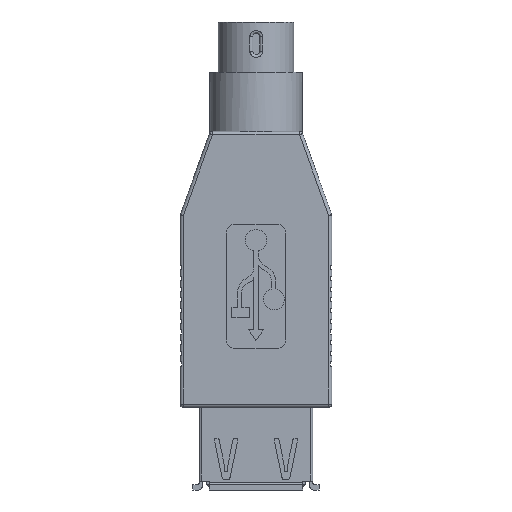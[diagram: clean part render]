
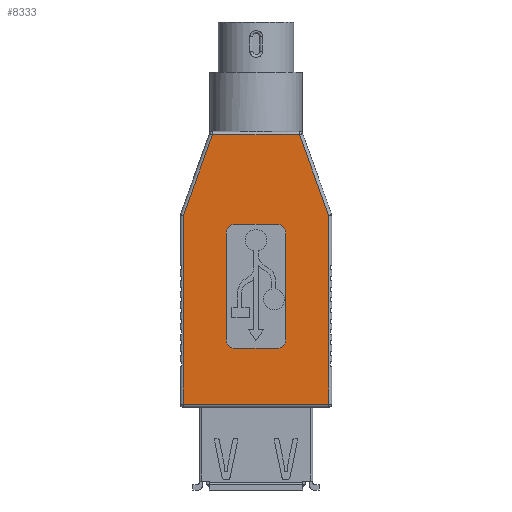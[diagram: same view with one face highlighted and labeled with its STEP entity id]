
A CAD part, front view. The second image highlights one B-rep face of the part: STEP entity #8333.
In plain terms, the highlighted planar face has unit normal (0, -1, 0).
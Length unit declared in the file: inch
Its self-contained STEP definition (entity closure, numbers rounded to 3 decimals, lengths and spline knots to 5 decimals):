
#7551 = VERTEX_POINT ( 'NONE', #23964 ) ;
#7556 = EDGE_CURVE ( 'NONE', #7557, #7551, #23962, .T. ) ;
#7557 = VERTEX_POINT ( 'NONE', #24029 ) ;
#7929 = ORIENTED_EDGE ( 'NONE', *, *, #7930, .F. ) ;
#7930 = EDGE_CURVE ( 'NONE', #7931, #7932, #24779, .T. ) ;
#7931 = VERTEX_POINT ( 'NONE', #24798 ) ;
#7932 = VERTEX_POINT ( 'NONE', #24797 ) ;
#7933 = ORIENTED_EDGE ( 'NONE', *, *, #7934, .F. ) ;
#7934 = EDGE_CURVE ( 'NONE', #7935, #7931, #24796, .T. ) ;
#7935 = VERTEX_POINT ( 'NONE', #24792 ) ;
#7936 = ORIENTED_EDGE ( 'NONE', *, *, #7937, .F. ) ;
#7937 = EDGE_CURVE ( 'NONE', #7938, #7935, #24863, .T. ) ;
#7938 = VERTEX_POINT ( 'NONE', #24859 ) ;
#7939 = ORIENTED_EDGE ( 'NONE', *, *, #7940, .F. ) ;
#7940 = EDGE_CURVE ( 'NONE', #7941, #7938, #24858, .T. ) ;
#7941 = VERTEX_POINT ( 'NONE', #24854 ) ;
#8086 = EDGE_LOOP ( 'NONE', ( #7929, #7933, #7936, #7939, #8183, #8255, #8107, #8203 ) ) ;
#8106 = VERTEX_POINT ( 'NONE', #25273 ) ;
#8107 = ORIENTED_EDGE ( 'NONE', *, *, #8108, .F. ) ;
#8108 = EDGE_CURVE ( 'NONE', #8202, #8106, #25289, .T. ) ;
#8127 = EDGE_CURVE ( 'NONE', #7551, #8128, #25165, .T. ) ;
#8128 = VERTEX_POINT ( 'NONE', #25161 ) ;
#8179 = ORIENTED_EDGE ( 'NONE', *, *, #8180, .T. ) ;
#8180 = EDGE_CURVE ( 'NONE', #8128, #8181, #25105, .T. ) ;
#8181 = VERTEX_POINT ( 'NONE', #25195 ) ;
#8182 = VERTEX_POINT ( 'NONE', #25194 ) ;
#8183 = ORIENTED_EDGE ( 'NONE', *, *, #8253, .F. ) ;
#8187 = ORIENTED_EDGE ( 'NONE', *, *, #8188, .T. ) ;
#8188 = EDGE_CURVE ( 'NONE', #8181, #8182, #25192, .T. ) ;
#8189 = ORIENTED_EDGE ( 'NONE', *, *, #8190, .T. ) ;
#8190 = EDGE_CURVE ( 'NONE', #8182, #8191, #25320, .T. ) ;
#8191 = VERTEX_POINT ( 'NONE', #25319 ) ;
#8192 = ORIENTED_EDGE ( 'NONE', *, *, #8193, .T. ) ;
#8193 = EDGE_CURVE ( 'NONE', #8191, #7557, #25295, .T. ) ;
#8202 = VERTEX_POINT ( 'NONE', #25306 ) ;
#8203 = ORIENTED_EDGE ( 'NONE', *, *, #8204, .F. ) ;
#8204 = EDGE_CURVE ( 'NONE', #7932, #8202, #25314, .T. ) ;
#8205 = EDGE_LOOP ( 'NONE', ( #8206, #8207, #8179, #8187, #8189, #8192 ) ) ;
#8206 = ORIENTED_EDGE ( 'NONE', *, *, #7556, .T. ) ;
#8207 = ORIENTED_EDGE ( 'NONE', *, *, #8127, .T. ) ;
#8253 = EDGE_CURVE ( 'NONE', #8254, #7941, #25402, .T. ) ;
#8254 = VERTEX_POINT ( 'NONE', #25403 ) ;
#8255 = ORIENTED_EDGE ( 'NONE', *, *, #8256, .F. ) ;
#8256 = EDGE_CURVE ( 'NONE', #8106, #8254, #25399, .T. ) ;
#8333 = ADVANCED_FACE ( 'NONE', ( #25486, #25485 ), #25484, .T. ) ;
#23962 = LINE ( 'NONE', #23976, #23975 ) ;
#23964 = CARTESIAN_POINT ( 'NONE',  ( -0.3395, -0.2165, -0.767 ) ) ;
#23974 = DIRECTION ( 'NONE',  ( 0., 0., -1. ) ) ;
#23975 = VECTOR ( 'NONE', #23974, 39.37008 ) ;
#23976 = CARTESIAN_POINT ( 'NONE',  ( -0.3395, -0.2165, -0.782 ) ) ;
#24029 = CARTESIAN_POINT ( 'NONE',  ( -0.3395, -0.2165, 0.11538 ) ) ;
#24778 = AXIS2_PLACEMENT_3D ( 'NONE', #24801, #24800, #24799 ) ;
#24779 = CIRCLE ( 'NONE', #24778, 0.04 ) ;
#24791 = CARTESIAN_POINT ( 'NONE',  ( 0.099, -0.2165, -0.467 ) ) ;
#24792 = CARTESIAN_POINT ( 'NONE',  ( 0.139, -0.2165, -0.467 ) ) ;
#24793 = DIRECTION ( 'NONE',  ( 0., 0., 1. ) ) ;
#24794 = VECTOR ( 'NONE', #24793, 39.37008 ) ;
#24795 = CARTESIAN_POINT ( 'NONE',  ( 0.139, -0.2165, 0.033 ) ) ;
#24796 = LINE ( 'NONE', #24795, #24794 ) ;
#24797 = CARTESIAN_POINT ( 'NONE',  ( 0.099, -0.2165, 0.073 ) ) ;
#24798 = CARTESIAN_POINT ( 'NONE',  ( 0.139, -0.2165, 0.033 ) ) ;
#24799 = DIRECTION ( 'NONE',  ( 0., 0., -1. ) ) ;
#24800 = DIRECTION ( 'NONE',  ( 0., -1., 0. ) ) ;
#24801 = CARTESIAN_POINT ( 'NONE',  ( 0.099, -0.2165, 0.033 ) ) ;
#24854 = CARTESIAN_POINT ( 'NONE',  ( -0.099, -0.2165, -0.507 ) ) ;
#24855 = DIRECTION ( 'NONE',  ( 1., 0., 0. ) ) ;
#24856 = VECTOR ( 'NONE', #24855, 39.37008 ) ;
#24857 = CARTESIAN_POINT ( 'NONE',  ( 0.099, -0.2165, -0.507 ) ) ;
#24858 = LINE ( 'NONE', #24857, #24856 ) ;
#24859 = CARTESIAN_POINT ( 'NONE',  ( 0.099, -0.2165, -0.507 ) ) ;
#24860 = DIRECTION ( 'NONE',  ( 0., 0., -1. ) ) ;
#24861 = DIRECTION ( 'NONE',  ( 0., -1., 0. ) ) ;
#24862 = AXIS2_PLACEMENT_3D ( 'NONE', #24791, #24861, #24860 ) ;
#24863 = CIRCLE ( 'NONE', #24862, 0.04 ) ;
#25104 = CARTESIAN_POINT ( 'NONE',  ( 0.3395, -0.2165, 0.118 ) ) ;
#25105 = LINE ( 'NONE', #25104, #25197 ) ;
#25161 = CARTESIAN_POINT ( 'NONE',  ( 0.3395, -0.2165, -0.767 ) ) ;
#25162 = DIRECTION ( 'NONE',  ( 1., 0., 0. ) ) ;
#25163 = VECTOR ( 'NONE', #25162, 39.37008 ) ;
#25164 = CARTESIAN_POINT ( 'NONE',  ( 0.3545, -0.2165, -0.767 ) ) ;
#25165 = LINE ( 'NONE', #25164, #25163 ) ;
#25189 = DIRECTION ( 'NONE',  ( -0.339, 0., 0.941 ) ) ;
#25190 = VECTOR ( 'NONE', #25189, 39.37008 ) ;
#25191 = CARTESIAN_POINT ( 'NONE',  ( 0.19989, -0.2165, 0.50292 ) ) ;
#25192 = LINE ( 'NONE', #25191, #25190 ) ;
#25194 = CARTESIAN_POINT ( 'NONE',  ( 0.20346, -0.2165, 0.493 ) ) ;
#25195 = CARTESIAN_POINT ( 'NONE',  ( 0.3395, -0.2165, 0.11538 ) ) ;
#25196 = DIRECTION ( 'NONE',  ( 0., 0., 1. ) ) ;
#25197 = VECTOR ( 'NONE', #25196, 39.37008 ) ;
#25223 = DIRECTION ( 'NONE',  ( 0., 0., 1. ) ) ;
#25224 = DIRECTION ( 'NONE',  ( 0., -1., 0. ) ) ;
#25225 = CARTESIAN_POINT ( 'NONE',  ( -0.099, -0.2165, 0.033 ) ) ;
#25226 = AXIS2_PLACEMENT_3D ( 'NONE', #25225, #25224, #25223 ) ;
#25273 = CARTESIAN_POINT ( 'NONE',  ( -0.139, -0.2165, 0.033 ) ) ;
#25289 = CIRCLE ( 'NONE', #25226, 0.04 ) ;
#25292 = DIRECTION ( 'NONE',  ( -0.339, 0., -0.941 ) ) ;
#25293 = VECTOR ( 'NONE', #25292, 39.37008 ) ;
#25294 = CARTESIAN_POINT ( 'NONE',  ( -0.34039, -0.2165, 0.11292 ) ) ;
#25295 = LINE ( 'NONE', #25294, #25293 ) ;
#25301 = DIRECTION ( 'NONE',  ( -1., 0., 0. ) ) ;
#25302 = VECTOR ( 'NONE', #25301, 39.37008 ) ;
#25306 = CARTESIAN_POINT ( 'NONE',  ( -0.099, -0.2165, 0.073 ) ) ;
#25312 = VECTOR ( 'NONE', #25317, 39.37008 ) ;
#25313 = CARTESIAN_POINT ( 'NONE',  ( 0.099, -0.2165, 0.073 ) ) ;
#25314 = LINE ( 'NONE', #25313, #25302 ) ;
#25317 = DIRECTION ( 'NONE',  ( -1., 0., 0. ) ) ;
#25318 = CARTESIAN_POINT ( 'NONE',  ( -0.214, -0.2165, 0.493 ) ) ;
#25319 = CARTESIAN_POINT ( 'NONE',  ( -0.20346, -0.2165, 0.493 ) ) ;
#25320 = LINE ( 'NONE', #25318, #25312 ) ;
#25399 = LINE ( 'NONE', #25432, #25431 ) ;
#25402 = CIRCLE ( 'NONE', #25429, 0.04 ) ;
#25403 = CARTESIAN_POINT ( 'NONE',  ( -0.139, -0.2165, -0.467 ) ) ;
#25410 = CARTESIAN_POINT ( 'NONE',  ( -0.099, -0.2165, -0.467 ) ) ;
#25427 = DIRECTION ( 'NONE',  ( 0., 0., -1. ) ) ;
#25428 = DIRECTION ( 'NONE',  ( 0., -1., 0. ) ) ;
#25429 = AXIS2_PLACEMENT_3D ( 'NONE', #25410, #25428, #25427 ) ;
#25430 = DIRECTION ( 'NONE',  ( 0., 0., -1. ) ) ;
#25431 = VECTOR ( 'NONE', #25430, 39.37008 ) ;
#25432 = CARTESIAN_POINT ( 'NONE',  ( -0.139, -0.2165, 0.033 ) ) ;
#25479 = DIRECTION ( 'NONE',  ( 0., 0., -1. ) ) ;
#25480 = DIRECTION ( 'NONE',  ( 0., -1., 0. ) ) ;
#25481 = AXIS2_PLACEMENT_3D ( 'NONE', #25483, #25480, #25479 ) ;
#25483 = CARTESIAN_POINT ( 'NONE',  ( 0.3545, -0.2165, 0.508 ) ) ;
#25484 = PLANE ( 'NONE',  #25481 ) ;
#25485 = FACE_OUTER_BOUND ( 'NONE', #8205, .T. ) ;
#25486 = FACE_BOUND ( 'NONE', #8086, .T. ) ;
